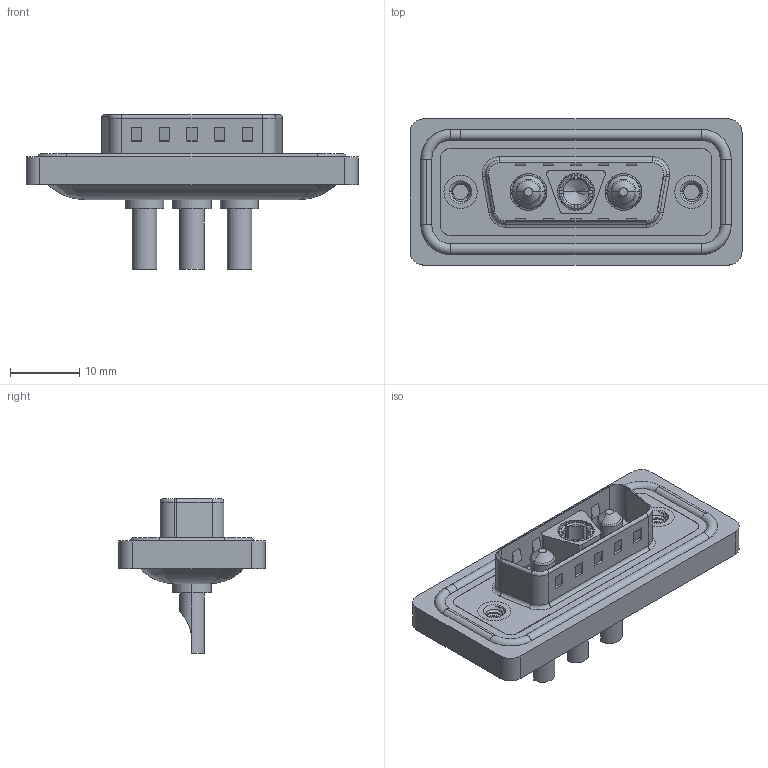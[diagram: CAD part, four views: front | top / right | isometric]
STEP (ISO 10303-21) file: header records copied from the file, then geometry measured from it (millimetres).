
FILE_DESCRIPTION (( 'STEP AP203' ), '1' );
FILE_NAME ('627W3WK3222-2N2.STEP', '2024-03-19T18:04:03', ( '' ), ( '' ), 'SwSTEP 2.0', 'SolidWorks 2023', '' );
FILE_SCHEMA (( 'CONFIG_CONTROL_DESIGN' ));
Length unit declared in the file: millimetre
Products named in the file (8): 627Combo Waterproof Housing_15 Contacts; 627Combo Shell Front_15 Contacts; 627Combo Shell Rear_15 Contacts; 627Combo Threaded Rivet_2; Power Pin_20A SC; Power Socket_20A SC; 627Combo Housing_3WK3; 627W3WK3222-2N2
Assembly tree (9 placements, depth 2):
  627W3WK3222-2N2
    627Combo Housing_3WK3
    627Combo Waterproof Housing_15 Contacts
    627Combo Shell Rear_15 Contacts
    627Combo Shell Front_15 Contacts
    627Combo Threaded Rivet_2  x2
    Power Socket_20A SC
    Power Pin_20A SC  x2
Bounding box: 47.9 x 21.1 x 22.3 mm (x, y, z)
Volume: 5726.5 mm3; surface area: 9374.5 mm2
Topology: 13 solids, 13 shells, 630 faces, 1576 edges, 987 vertices
Faces by surface type: cylinder 259, plane 240, torus 72, cone 43, bspline 16
Entity records: 19578 total; most frequent: CARTESIAN_POINT 5130, DIRECTION 2936, ORIENTED_EDGE 2782, EDGE_CURVE 1391, AXIS2_PLACEMENT_3D 1103, VERTEX_POINT 882, LINE 730, VECTOR 730
